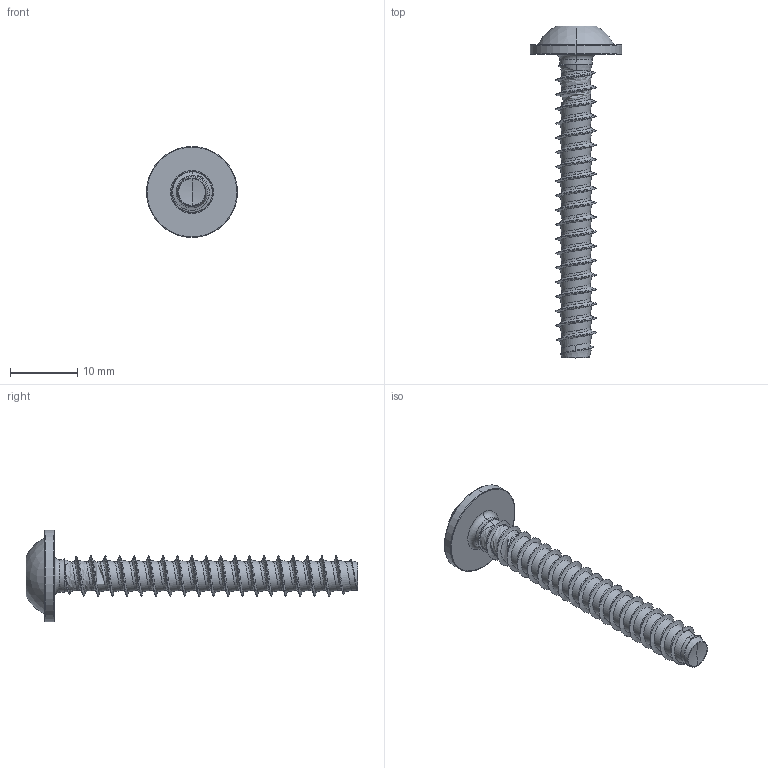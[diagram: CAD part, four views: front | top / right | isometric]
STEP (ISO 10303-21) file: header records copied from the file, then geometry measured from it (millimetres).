
FILE_DESCRIPTION (( 'STEP AP203' ), '1' );
FILE_NAME ('STP380600450.STEP', '2017-08-15T18:11:39', ( '' ), ( '' ), 'SwSTEP 2.0', 'SolidWorks 2015', '' );
FILE_SCHEMA (( 'CONFIG_CONTROL_DESIGN' ));
Length unit declared in the file: millimetre
Products named in the file (1): STP380600450
Bounding box: 13.5 x 49.2 x 13.5 mm (x, y, z)
Volume: 1096.2 mm3; surface area: 1412.1 mm2
Topology: 1 solids, 1 shells, 126 faces, 322 edges, 199 vertices
Faces by surface type: cylinder 65, bspline 35, cone 11, torus 8, sphere 4, plane 3
Entity records: 36430 total; most frequent: CARTESIAN_POINT 33785, ORIENTED_EDGE 640, DIRECTION 400, EDGE_CURVE 320, VERTEX_POINT 199, AXIS2_PLACEMENT_3D 160, B_SPLINE_CURVE_WITH_KNOTS 132, EDGE_LOOP 129
